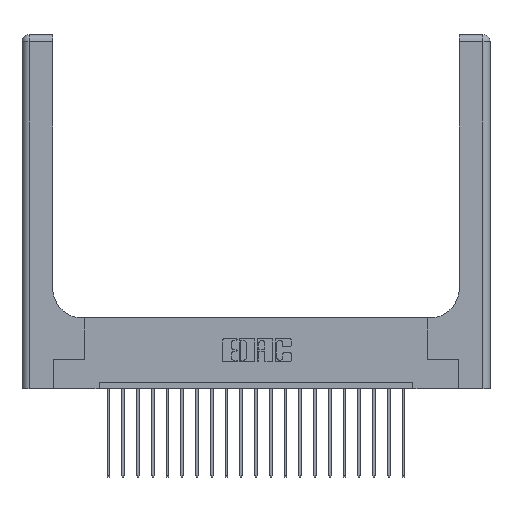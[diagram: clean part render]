
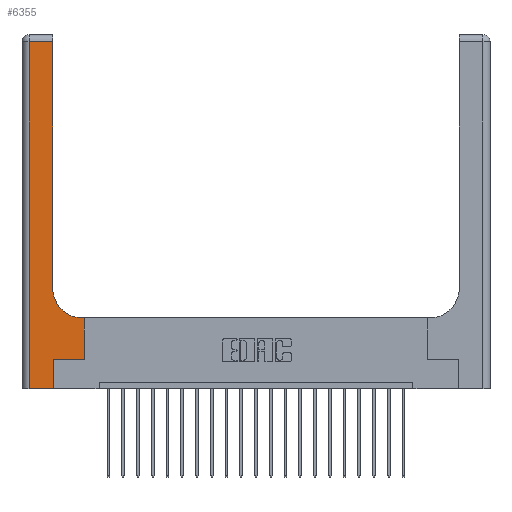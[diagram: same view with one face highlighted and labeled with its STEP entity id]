
A CAD part, top view. The second image highlights one B-rep face of the part: STEP entity #6355.
In plain terms, the highlighted planar face has unit normal (0, 0, 1).
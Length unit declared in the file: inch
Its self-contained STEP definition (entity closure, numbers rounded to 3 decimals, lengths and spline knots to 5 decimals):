
#29 = ORIENTED_EDGE ( 'NONE', *, *, #1416, .T. ) ;
#380 = LINE ( 'NONE', #18414, #1449 ) ;
#387 = VECTOR ( 'NONE', #1042, 39.37008 ) ;
#502 = DIRECTION ( 'NONE',  ( -1., 0., 0. ) ) ;
#710 = CARTESIAN_POINT ( 'NONE',  ( 0.51, 0.6, 0.37 ) ) ;
#865 = LINE ( 'NONE', #13878, #21424 ) ;
#1042 = DIRECTION ( 'NONE',  ( 0., -1., 0. ) ) ;
#1198 = VECTOR ( 'NONE', #11352, 39.37008 ) ;
#1400 = EDGE_CURVE ( 'NONE', #4245, #11496, #8382, .T. ) ;
#1416 = EDGE_CURVE ( 'NONE', #8168, #4245, #865, .T. ) ;
#1449 = VECTOR ( 'NONE', #11872, 39.37008 ) ;
#1611 = CARTESIAN_POINT ( 'NONE',  ( 0.06, 0., 0.37 ) ) ;
#1823 = VERTEX_POINT ( 'NONE', #4322 ) ;
#2143 = CARTESIAN_POINT ( 'NONE',  ( 0., 3., 0.37 ) ) ;
#2465 = EDGE_CURVE ( 'NONE', #20758, #8168, #5014, .T. ) ;
#2745 = DIRECTION ( 'NONE',  ( 0., 1., 0. ) ) ;
#3433 = ORIENTED_EDGE ( 'NONE', *, *, #12109, .T. ) ;
#4245 = VERTEX_POINT ( 'NONE', #6285 ) ;
#4322 = CARTESIAN_POINT ( 'NONE',  ( 0.26, 2.94, 0.37 ) ) ;
#4508 = DIRECTION ( 'NONE',  ( 1., 0., 0. ) ) ;
#5014 = LINE ( 'NONE', #19913, #8601 ) ;
#5293 = AXIS2_PLACEMENT_3D ( 'NONE', #2143, #8761, #502 ) ;
#5356 = EDGE_CURVE ( 'NONE', #11496, #7845, #380, .T. ) ;
#6133 = VERTEX_POINT ( 'NONE', #1611 ) ;
#6219 = LINE ( 'NONE', #11205, #21141 ) ;
#6285 = CARTESIAN_POINT ( 'NONE',  ( 0.528, 0.25, 0.37 ) ) ;
#6313 = DIRECTION ( 'NONE',  ( 0., 1., 0. ) ) ;
#6355 = ADVANCED_FACE ( 'NONE', ( #11996 ), #16999, .F. ) ;
#6504 = EDGE_LOOP ( 'NONE', ( #15560, #19467, #18458, #19972, #11107, #29, #21306, #12618, #3433 ) ) ;
#6649 = CARTESIAN_POINT ( 'NONE',  ( 0.26, 0.85, 0.37 ) ) ;
#6918 = VERTEX_POINT ( 'NONE', #6649 ) ;
#7044 = CARTESIAN_POINT ( 'NONE',  ( 0.528, 0.6, 0.37 ) ) ;
#7845 = VERTEX_POINT ( 'NONE', #710 ) ;
#7907 = CARTESIAN_POINT ( 'NONE',  ( 0.51, 0.85, 0.37 ) ) ;
#7987 = CARTESIAN_POINT ( 'NONE',  ( 0., 2.94, 0.37 ) ) ;
#8168 = VERTEX_POINT ( 'NONE', #10557 ) ;
#8354 = CIRCLE ( 'NONE', #19122, 0.25 ) ;
#8382 = LINE ( 'NONE', #15206, #17906 ) ;
#8601 = VECTOR ( 'NONE', #6313, 39.37008 ) ;
#8745 = CARTESIAN_POINT ( 'NONE',  ( 0.265, 0., 0.37 ) ) ;
#8761 = DIRECTION ( 'NONE',  ( 0., 0., -1. ) ) ;
#9537 = EDGE_CURVE ( 'NONE', #6133, #20758, #19271, .T. ) ;
#10545 = EDGE_CURVE ( 'NONE', #19100, #6133, #12551, .T. ) ;
#10557 = CARTESIAN_POINT ( 'NONE',  ( 0.265, 0.25, 0.37 ) ) ;
#11107 = ORIENTED_EDGE ( 'NONE', *, *, #2465, .T. ) ;
#11205 = CARTESIAN_POINT ( 'NONE',  ( 0.26, 3., 0.37 ) ) ;
#11352 = DIRECTION ( 'NONE',  ( -1., 0., 0. ) ) ;
#11400 = VECTOR ( 'NONE', #4508, 39.37008 ) ;
#11496 = VERTEX_POINT ( 'NONE', #7044 ) ;
#11872 = DIRECTION ( 'NONE',  ( -1., 0., 0. ) ) ;
#11996 = FACE_OUTER_BOUND ( 'NONE', #6504, .T. ) ;
#12109 = EDGE_CURVE ( 'NONE', #7845, #6918, #8354, .T. ) ;
#12518 = CARTESIAN_POINT ( 'NONE',  ( 0., 0., 0.37 ) ) ;
#12551 = LINE ( 'NONE', #19198, #387 ) ;
#12618 = ORIENTED_EDGE ( 'NONE', *, *, #5356, .T. ) ;
#13189 = LINE ( 'NONE', #7987, #1198 ) ;
#13646 = DIRECTION ( 'NONE',  ( 1., 0., 0. ) ) ;
#13806 = EDGE_CURVE ( 'NONE', #1823, #19100, #13189, .T. ) ;
#13878 = CARTESIAN_POINT ( 'NONE',  ( 0.265, 0.25, 0.37 ) ) ;
#15206 = CARTESIAN_POINT ( 'NONE',  ( 0.528, 0.25, 0.37 ) ) ;
#15560 = ORIENTED_EDGE ( 'NONE', *, *, #17805, .T. ) ;
#15714 = DIRECTION ( 'NONE',  ( 0., 0., -1. ) ) ;
#16999 = PLANE ( 'NONE',  #5293 ) ;
#17685 = DIRECTION ( 'NONE',  ( 1., 0., 0. ) ) ;
#17805 = EDGE_CURVE ( 'NONE', #6918, #1823, #6219, .T. ) ;
#17906 = VECTOR ( 'NONE', #18384, 39.37008 ) ;
#18384 = DIRECTION ( 'NONE',  ( 0., 1., 0. ) ) ;
#18414 = CARTESIAN_POINT ( 'NONE',  ( 0.26, 0.6, 0.37 ) ) ;
#18458 = ORIENTED_EDGE ( 'NONE', *, *, #10545, .T. ) ;
#19100 = VERTEX_POINT ( 'NONE', #19400 ) ;
#19122 = AXIS2_PLACEMENT_3D ( 'NONE', #7907, #15714, #17685 ) ;
#19198 = CARTESIAN_POINT ( 'NONE',  ( 0.06, 3., 0.37 ) ) ;
#19271 = LINE ( 'NONE', #12518, #11400 ) ;
#19400 = CARTESIAN_POINT ( 'NONE',  ( 0.06, 2.94, 0.37 ) ) ;
#19467 = ORIENTED_EDGE ( 'NONE', *, *, #13806, .T. ) ;
#19913 = CARTESIAN_POINT ( 'NONE',  ( 0.265, 0., 0.37 ) ) ;
#19972 = ORIENTED_EDGE ( 'NONE', *, *, #9537, .T. ) ;
#20758 = VERTEX_POINT ( 'NONE', #8745 ) ;
#21141 = VECTOR ( 'NONE', #2745, 39.37008 ) ;
#21306 = ORIENTED_EDGE ( 'NONE', *, *, #1400, .T. ) ;
#21424 = VECTOR ( 'NONE', #13646, 39.37008 ) ;
